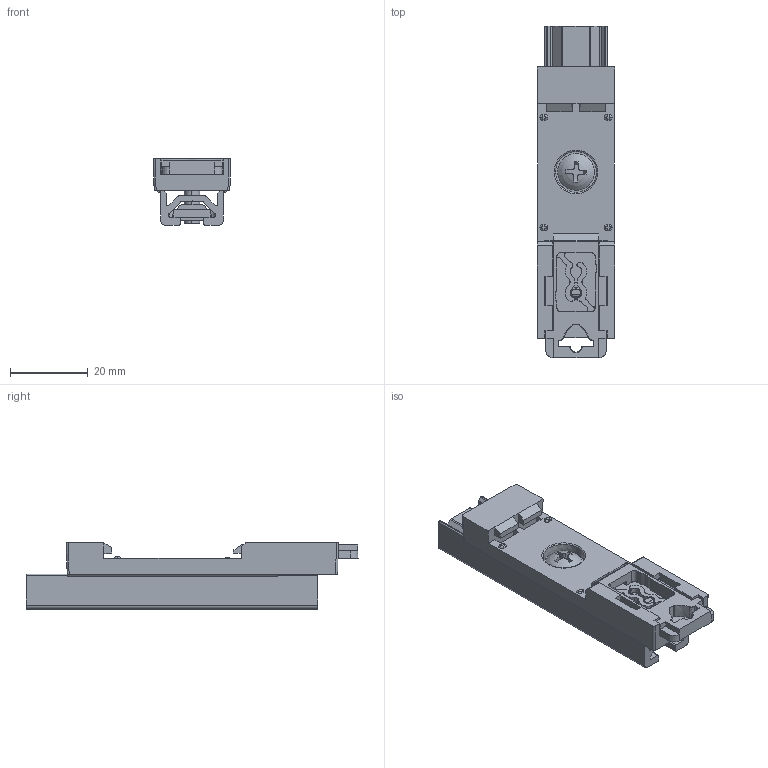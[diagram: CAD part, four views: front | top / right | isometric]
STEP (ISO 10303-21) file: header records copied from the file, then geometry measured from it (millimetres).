
FILE_DESCRIPTION (( 'STEP AP203' ), '1' );
FILE_NAME ('L075.STEP', '2024-04-17T04:21:22', ( '' ), ( '' ), 'SwSTEP 2.0', 'SolidWorks 2020', '' );
FILE_SCHEMA (( 'CONFIG_CONTROL_DESIGN' ));
Length unit declared in the file: millimetre
Products named in the file (1): L075
Bounding box: 20 x 85.3 x 17 mm (x, y, z)
Surface area: 12057.8 mm2 (no closed solid volume)
Topology: 0 solids, 12 shells, 323 faces, 1208 edges, 879 vertices
Faces by surface type: plane 172, cylinder 77, cone 44, torus 21, bspline 8, sphere 1
Entity records: 13219 total; most frequent: CARTESIAN_POINT 3054, DIRECTION 2057, ORIENTED_EDGE 2044, EDGE_CURVE 1206, VERTEX_POINT 878, LINE 723, VECTOR 723, AXIS2_PLACEMENT_3D 667
